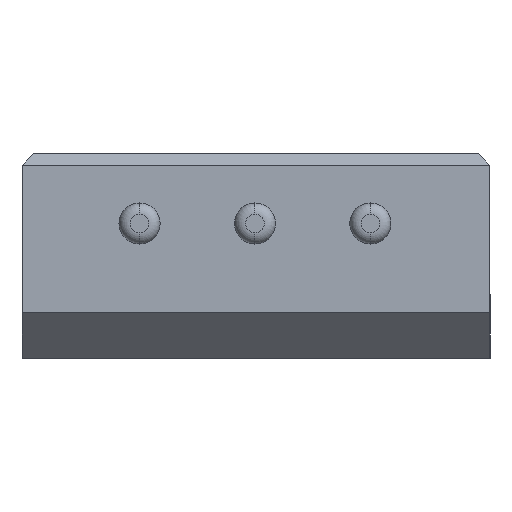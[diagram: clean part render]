
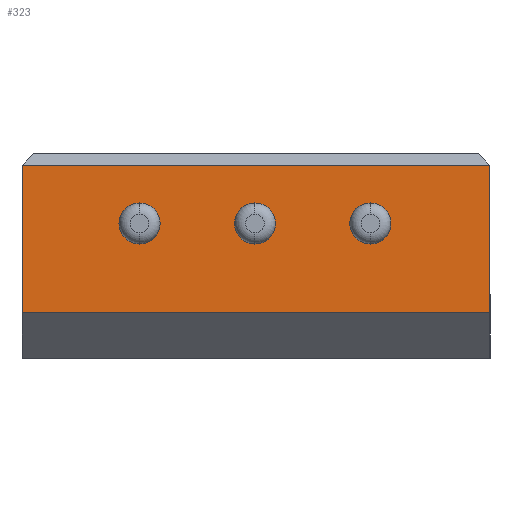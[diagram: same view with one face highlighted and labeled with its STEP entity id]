
A CAD part, front view. The second image highlights one B-rep face of the part: STEP entity #323.
In plain terms, the highlighted planar face has unit normal (0, -1, 0).
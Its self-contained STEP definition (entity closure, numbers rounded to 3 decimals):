
#12 = EDGE_LOOP ( 'NONE', ( #13, #515 ) ) ;
#13 = ORIENTED_EDGE ( 'NONE', *, *, #15, .F. ) ;
#15 = EDGE_CURVE ( 'NONE', #38, #35, #380, .T. ) ;
#18 = VERTEX_POINT ( 'NONE', #375 ) ;
#35 = VERTEX_POINT ( 'NONE', #410 ) ;
#37 = EDGE_CURVE ( 'NONE', #35, #38, #409, .T. ) ;
#38 = VERTEX_POINT ( 'NONE', #404 ) ;
#44 = EDGE_CURVE ( 'NONE', #257, #45, #361, .T. ) ;
#45 = VERTEX_POINT ( 'NONE', #357 ) ;
#82 = VERTEX_POINT ( 'NONE', #542 ) ;
#84 = EDGE_CURVE ( 'NONE', #82, #18, #541, .T. ) ;
#257 = VERTEX_POINT ( 'NONE', #1044 ) ;
#323 = ADVANCED_FACE ( 'NONE', ( #824, #823, #822, #821 ), #1053, .F. ) ;
#324 = EDGE_LOOP ( 'NONE', ( #325, #327 ) ) ;
#325 = ORIENTED_EDGE ( 'NONE', *, *, #326, .F. ) ;
#326 = EDGE_CURVE ( 'NONE', #18, #82, #1052, .T. ) ;
#327 = ORIENTED_EDGE ( 'NONE', *, *, #84, .F. ) ;
#328 = EDGE_LOOP ( 'NONE', ( #463, #467, #470, #473 ) ) ;
#357 = CARTESIAN_POINT ( 'NONE',  ( 5.127, 0., 3.419 ) ) ;
#358 = DIRECTION ( 'NONE',  ( 0., 0., 1. ) ) ;
#359 = DIRECTION ( 'NONE',  ( 0., -1., 0. ) ) ;
#360 = AXIS2_PLACEMENT_3D ( 'NONE', #393, #359, #358 ) ;
#361 = CIRCLE ( 'NONE', #360, 0.453 ) ;
#375 = CARTESIAN_POINT ( 'NONE',  ( 2.587, 0., 3.419 ) ) ;
#376 = DIRECTION ( 'NONE',  ( 0., 0., 1. ) ) ;
#377 = DIRECTION ( 'NONE',  ( 0., -1., 0. ) ) ;
#378 = CARTESIAN_POINT ( 'NONE',  ( 7.667, 0., 2.966 ) ) ;
#379 = AXIS2_PLACEMENT_3D ( 'NONE', #378, #377, #376 ) ;
#380 = CIRCLE ( 'NONE', #379, 0.453 ) ;
#393 = CARTESIAN_POINT ( 'NONE',  ( 5.127, 0., 2.966 ) ) ;
#404 = CARTESIAN_POINT ( 'NONE',  ( 7.667, 0., 3.419 ) ) ;
#405 = DIRECTION ( 'NONE',  ( 0., 0., 1. ) ) ;
#406 = DIRECTION ( 'NONE',  ( 0., -1., 0. ) ) ;
#407 = CARTESIAN_POINT ( 'NONE',  ( 7.667, 0., 2.966 ) ) ;
#408 = AXIS2_PLACEMENT_3D ( 'NONE', #407, #406, #405 ) ;
#409 = CIRCLE ( 'NONE', #408, 0.453 ) ;
#410 = CARTESIAN_POINT ( 'NONE',  ( 7.667, 0., 2.513 ) ) ;
#463 = ORIENTED_EDGE ( 'NONE', *, *, #464, .T. ) ;
#464 = EDGE_CURVE ( 'NONE', #465, #466, #1069, .T. ) ;
#465 = VERTEX_POINT ( 'NONE', #1065 ) ;
#466 = VERTEX_POINT ( 'NONE', #1064 ) ;
#467 = ORIENTED_EDGE ( 'NONE', *, *, #468, .T. ) ;
#468 = EDGE_CURVE ( 'NONE', #466, #469, #1133, .T. ) ;
#469 = VERTEX_POINT ( 'NONE', #1129 ) ;
#470 = ORIENTED_EDGE ( 'NONE', *, *, #471, .F. ) ;
#471 = EDGE_CURVE ( 'NONE', #472, #469, #1128, .T. ) ;
#472 = VERTEX_POINT ( 'NONE', #1202 ) ;
#473 = ORIENTED_EDGE ( 'NONE', *, *, #474, .T. ) ;
#474 = EDGE_CURVE ( 'NONE', #472, #465, #1201, .T. ) ;
#475 = EDGE_LOOP ( 'NONE', ( #491, #493 ) ) ;
#491 = ORIENTED_EDGE ( 'NONE', *, *, #492, .F. ) ;
#492 = EDGE_CURVE ( 'NONE', #45, #257, #1122, .T. ) ;
#493 = ORIENTED_EDGE ( 'NONE', *, *, #44, .F. ) ;
#515 = ORIENTED_EDGE ( 'NONE', *, *, #37, .F. ) ;
#537 = DIRECTION ( 'NONE',  ( 0., 0., 1. ) ) ;
#538 = DIRECTION ( 'NONE',  ( 0., -1., 0. ) ) ;
#539 = CARTESIAN_POINT ( 'NONE',  ( 2.587, 0., 2.966 ) ) ;
#540 = AXIS2_PLACEMENT_3D ( 'NONE', #539, #538, #537 ) ;
#541 = CIRCLE ( 'NONE', #540, 0.453 ) ;
#542 = CARTESIAN_POINT ( 'NONE',  ( 2.587, 0., 2.513 ) ) ;
#821 = FACE_BOUND ( 'NONE', #12, .T. ) ;
#822 = FACE_BOUND ( 'NONE', #475, .T. ) ;
#823 = FACE_OUTER_BOUND ( 'NONE', #328, .T. ) ;
#824 = FACE_BOUND ( 'NONE', #324, .T. ) ;
#1044 = CARTESIAN_POINT ( 'NONE',  ( 5.127, 0., 2.513 ) ) ;
#1049 = DIRECTION ( 'NONE',  ( 0., 1., 0. ) ) ;
#1050 = CARTESIAN_POINT ( 'NONE',  ( 0., 0., 1.4 ) ) ;
#1051 = AXIS2_PLACEMENT_3D ( 'NONE', #1050, #1049, #1095 ) ;
#1052 = CIRCLE ( 'NONE', #1094, 0.453 ) ;
#1053 = PLANE ( 'NONE',  #1051 ) ;
#1064 = CARTESIAN_POINT ( 'NONE',  ( 0., 0., 1. ) ) ;
#1065 = CARTESIAN_POINT ( 'NONE',  ( 0., 0., 4.25 ) ) ;
#1066 = DIRECTION ( 'NONE',  ( 0., 0., -1. ) ) ;
#1067 = VECTOR ( 'NONE', #1066, 1000. ) ;
#1068 = CARTESIAN_POINT ( 'NONE',  ( 0., 0., 1.4 ) ) ;
#1069 = LINE ( 'NONE', #1068, #1067 ) ;
#1091 = DIRECTION ( 'NONE',  ( 0., 0., 1. ) ) ;
#1092 = DIRECTION ( 'NONE',  ( 0., -1., 0. ) ) ;
#1093 = CARTESIAN_POINT ( 'NONE',  ( 2.587, 0., 2.966 ) ) ;
#1094 = AXIS2_PLACEMENT_3D ( 'NONE', #1093, #1092, #1091 ) ;
#1095 = DIRECTION ( 'NONE',  ( 0., 0., 1. ) ) ;
#1118 = DIRECTION ( 'NONE',  ( 0., 0., 1. ) ) ;
#1119 = DIRECTION ( 'NONE',  ( 0., -1., 0. ) ) ;
#1120 = CARTESIAN_POINT ( 'NONE',  ( 5.127, 0., 2.966 ) ) ;
#1121 = AXIS2_PLACEMENT_3D ( 'NONE', #1120, #1119, #1118 ) ;
#1122 = CIRCLE ( 'NONE', #1121, 0.453 ) ;
#1127 = CARTESIAN_POINT ( 'NONE',  ( 10.3, 0., 1.4 ) ) ;
#1128 = LINE ( 'NONE', #1127, #1204 ) ;
#1129 = CARTESIAN_POINT ( 'NONE',  ( 10.3, 0., 1. ) ) ;
#1130 = DIRECTION ( 'NONE',  ( 1., 0., 0. ) ) ;
#1131 = VECTOR ( 'NONE', #1130, 1000. ) ;
#1132 = CARTESIAN_POINT ( 'NONE',  ( 10.3, 0., 1. ) ) ;
#1133 = LINE ( 'NONE', #1132, #1131 ) ;
#1198 = DIRECTION ( 'NONE',  ( -1., 0., 0. ) ) ;
#1199 = VECTOR ( 'NONE', #1198, 1000. ) ;
#1200 = CARTESIAN_POINT ( 'NONE',  ( 0., 0., 4.25 ) ) ;
#1201 = LINE ( 'NONE', #1200, #1199 ) ;
#1202 = CARTESIAN_POINT ( 'NONE',  ( 10.3, 0., 4.25 ) ) ;
#1203 = DIRECTION ( 'NONE',  ( 0., 0., -1. ) ) ;
#1204 = VECTOR ( 'NONE', #1203, 1000. ) ;
